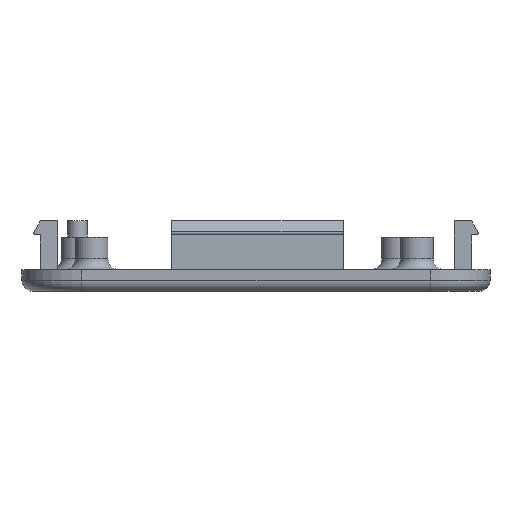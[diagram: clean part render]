
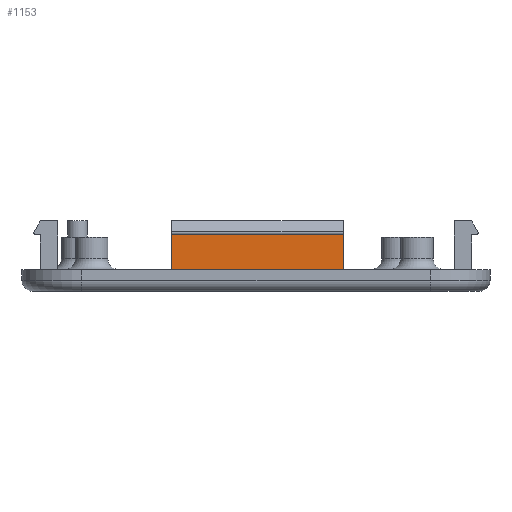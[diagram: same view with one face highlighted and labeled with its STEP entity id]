
A CAD part, front view. The second image highlights one B-rep face of the part: STEP entity #1153.
In plain terms, the highlighted planar face has unit normal (0, -1, 0).
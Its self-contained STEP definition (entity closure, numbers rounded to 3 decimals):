
#34=PLANE('',#1269);
#101=LINE('',#1856,#207);
#114=LINE('',#1887,#220);
#116=LINE('',#1891,#222);
#117=LINE('',#1892,#223);
#207=VECTOR('',#1462,10.);
#220=VECTOR('',#1495,10.);
#222=VECTOR('',#1501,10.);
#223=VECTOR('',#1502,10.);
#324=FACE_OUTER_BOUND('',#406,.T.);
#406=EDGE_LOOP('',(#907,#908,#909,#910));
#564=VERTEX_POINT('',#1849);
#567=VERTEX_POINT('',#1854);
#574=VERTEX_POINT('',#1883);
#575=VERTEX_POINT('',#1885);
#684=EDGE_CURVE('',#567,#564,#101,.T.);
#699=EDGE_CURVE('',#574,#575,#114,.T.);
#701=EDGE_CURVE('',#575,#564,#116,.T.);
#702=EDGE_CURVE('',#567,#574,#117,.T.);
#907=ORIENTED_EDGE('',*,*,#699,.T.);
#908=ORIENTED_EDGE('',*,*,#701,.T.);
#909=ORIENTED_EDGE('',*,*,#684,.F.);
#910=ORIENTED_EDGE('',*,*,#702,.T.);
#1153=ADVANCED_FACE('',(#324),#34,.T.);
#1269=AXIS2_PLACEMENT_3D('',#1890,#1499,#1500);
#1462=DIRECTION('',(-1.,0.,0.));
#1495=DIRECTION('',(-1.,0.,0.));
#1499=DIRECTION('center_axis',(0.,-1.,0.));
#1500=DIRECTION('ref_axis',(0.,0.,-1.));
#1501=DIRECTION('',(0.,0.,-1.));
#1502=DIRECTION('',(0.,0.,1.));
#1849=CARTESIAN_POINT('',(354.288,166.054,-120.973));
#1854=CARTESIAN_POINT('',(370.123,166.054,-120.973));
#1856=CARTESIAN_POINT('',(358.182,166.054,-120.973));
#1883=CARTESIAN_POINT('',(370.123,166.054,-117.772));
#1885=CARTESIAN_POINT('',(354.288,166.054,-117.772));
#1887=CARTESIAN_POINT('',(354.288,166.054,-117.772));
#1890=CARTESIAN_POINT('Origin',(354.288,166.054,-120.973));
#1891=CARTESIAN_POINT('',(354.288,166.054,-120.973));
#1892=CARTESIAN_POINT('',(370.123,166.054,-120.973));
